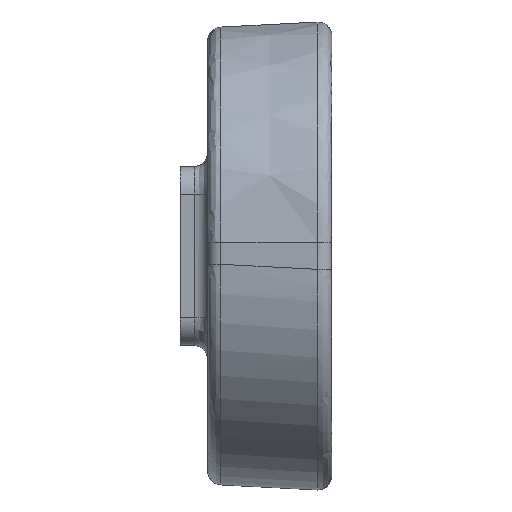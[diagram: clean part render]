
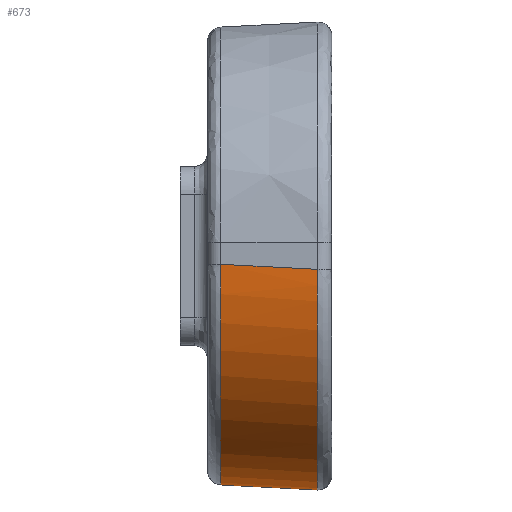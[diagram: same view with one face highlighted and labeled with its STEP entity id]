
A CAD part, left-side view. The second image highlights one B-rep face of the part: STEP entity #673.
In plain terms, the highlighted cylindrical face has radius 8 mm (diameter 16 mm), a partial arc.
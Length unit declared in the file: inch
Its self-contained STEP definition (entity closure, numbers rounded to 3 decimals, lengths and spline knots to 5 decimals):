
#63 = CYLINDRICAL_SURFACE ( 'NONE', #2556, 0.31496 ) ;
#76 = CARTESIAN_POINT ( 'NONE',  ( -0.81334, -0.15617, -0.32447 ) ) ;
#385 = B_SPLINE_CURVE_WITH_KNOTS ( 'NONE', 3,
 ( #2182, #2196, #1376, #406, #961, #573, #2390, #780, #2435, #2374 ),
 .UNSPECIFIED., .F., .F.,
 ( 4, 2, 2, 2, 4 ),
 ( 0., 0.25, 0.5, 0.75, 1. ),
 .UNSPECIFIED. ) ;
#406 = CARTESIAN_POINT ( 'NONE',  ( -0.9936, -0.01824, -0.1732 ) ) ;
#511 = ORIENTED_EDGE ( 'NONE', *, *, #1260, .T. ) ;
#573 = CARTESIAN_POINT ( 'NONE',  ( -0.91539, -0.01823, -0.26176 ) ) ;
#616 = ORIENTED_EDGE ( 'NONE', *, *, #2466, .F. ) ;
#673 = ADVANCED_FACE ( 'NONE', ( #1120 ), #63, .T. ) ;
#711 = CARTESIAN_POINT ( 'NONE',  ( -0.72769, -0.15645, -0.33356 ) ) ;
#720 = CARTESIAN_POINT ( 'NONE',  ( -1.04222, -0.15645, -0.01903 ) ) ;
#780 = CARTESIAN_POINT ( 'NONE',  ( -0.80612, -0.01838, -0.31724 ) ) ;
#797 = ORIENTED_EDGE ( 'NONE', *, *, #1506, .T. ) ;
#889 = CARTESIAN_POINT ( 'NONE',  ( -0.72769, -0.15645, -0.33356 ) ) ;
#903 = CARTESIAN_POINT ( 'NONE',  ( -1.04221, -0.15631, -0.06249 ) ) ;
#916 = VERTEX_POINT ( 'NONE', #1631 ) ;
#920 = CARTESIAN_POINT ( 'NONE',  ( -0.88908, -0.15603, -0.29216 ) ) ;
#961 = CARTESIAN_POINT ( 'NONE',  ( -0.97042, -0.01823, -0.20673 ) ) ;
#979 = CARTESIAN_POINT ( 'NONE',  ( -0.72047, -0.01865, -0.32634 ) ) ;
#1120 = FACE_OUTER_BOUND ( 'NONE', #1735, .T. ) ;
#1150 = CARTESIAN_POINT ( 'NONE',  ( -0.72769, -0.15645, -0.33356 ) ) ;
#1191 = EDGE_CURVE ( 'NONE', #1510, #1732, #385, .T. ) ;
#1260 = EDGE_CURVE ( 'NONE', #916, #1510, #2230, .T. ) ;
#1306 = CARTESIAN_POINT ( 'NONE',  ( -0.92261, -0.15603, -0.26898 ) ) ;
#1352 = LINE ( 'NONE', #1150, #1415 ) ;
#1376 = CARTESIAN_POINT ( 'NONE',  ( -1.02591, -0.01838, -0.09746 ) ) ;
#1409 = ORIENTED_EDGE ( 'NONE', *, *, #1191, .T. ) ;
#1415 = VECTOR ( 'NONE', #1772, 39.37008 ) ;
#1506 = EDGE_CURVE ( 'NONE', #2254, #916, #2654, .T. ) ;
#1510 = VERTEX_POINT ( 'NONE', #1534 ) ;
#1515 = DIRECTION ( 'NONE',  ( 0., -0.052, 0.999 ) ) ;
#1534 = CARTESIAN_POINT ( 'NONE',  ( -1.035, -0.01865, -0.01181 ) ) ;
#1601 = CARTESIAN_POINT ( 'NONE',  ( -1.03847, -0.08482, -0.01528 ) ) ;
#1631 = CARTESIAN_POINT ( 'NONE',  ( -1.04222, -0.15645, -0.01903 ) ) ;
#1729 = CARTESIAN_POINT ( 'NONE',  ( -0.97764, -0.15603, -0.21395 ) ) ;
#1732 = VERTEX_POINT ( 'NONE', #979 ) ;
#1735 = EDGE_LOOP ( 'NONE', ( #797, #511, #1409, #616 ) ) ;
#1772 = DIRECTION ( 'NONE',  ( 0.052, 0.997, 0.052 ) ) ;
#1933 = CARTESIAN_POINT ( 'NONE',  ( -0.77115, -0.15631, -0.33355 ) ) ;
#1934 = CARTESIAN_POINT ( 'NONE',  ( -0.72394, -0.1013, -0.01528 ) ) ;
#2032 = DIRECTION ( 'NONE',  ( 0.052, 0.997, 0.052 ) ) ;
#2123 = DIRECTION ( 'NONE',  ( 0.052, 0.997, 0.052 ) ) ;
#2182 = CARTESIAN_POINT ( 'NONE',  ( -1.035, -0.01865, -0.01181 ) ) ;
#2196 = CARTESIAN_POINT ( 'NONE',  ( -1.03499, -0.01851, -0.05526 ) ) ;
#2230 = LINE ( 'NONE', #1601, #2345 ) ;
#2254 = VERTEX_POINT ( 'NONE', #889 ) ;
#2345 = VECTOR ( 'NONE', #2032, 39.37008 ) ;
#2374 = CARTESIAN_POINT ( 'NONE',  ( -0.72047, -0.01865, -0.32634 ) ) ;
#2390 = CARTESIAN_POINT ( 'NONE',  ( -0.88186, -0.01824, -0.28493 ) ) ;
#2435 = CARTESIAN_POINT ( 'NONE',  ( -0.76393, -0.01851, -0.32633 ) ) ;
#2466 = EDGE_CURVE ( 'NONE', #2254, #1732, #1352, .T. ) ;
#2529 = CARTESIAN_POINT ( 'NONE',  ( -1.03313, -0.15617, -0.10468 ) ) ;
#2547 = CARTESIAN_POINT ( 'NONE',  ( -1.00082, -0.15603, -0.18042 ) ) ;
#2556 = AXIS2_PLACEMENT_3D ( 'NONE', #1934, #2123, #1515 ) ;
#2654 = B_SPLINE_CURVE_WITH_KNOTS ( 'NONE', 3,
 ( #711, #1933, #76, #920, #1306, #1729, #2547, #2529, #903, #720 ),
 .UNSPECIFIED., .F., .F.,
 ( 4, 2, 2, 2, 4 ),
 ( 0., 0.25, 0.5, 0.75, 1. ),
 .UNSPECIFIED. ) ;
